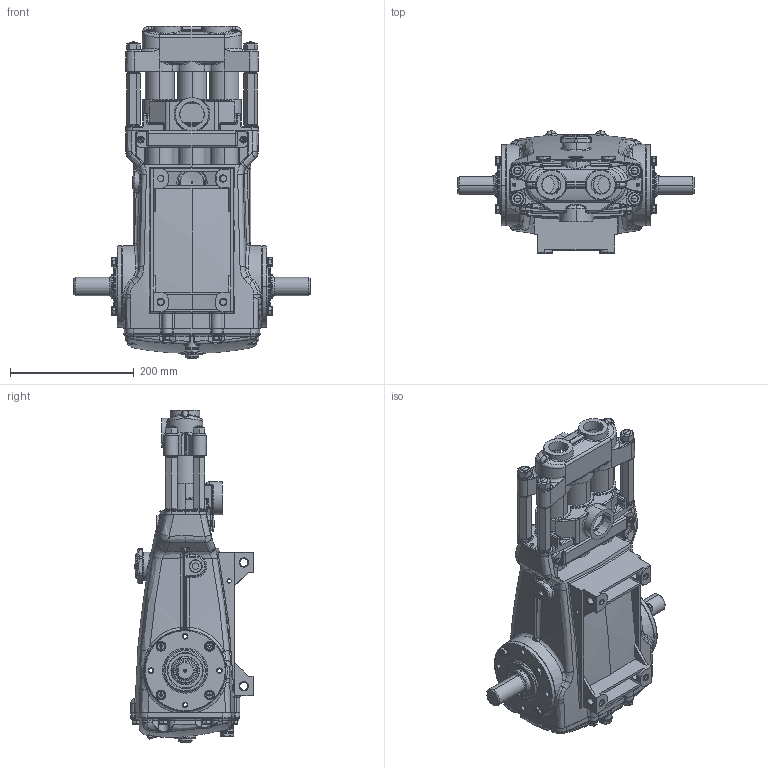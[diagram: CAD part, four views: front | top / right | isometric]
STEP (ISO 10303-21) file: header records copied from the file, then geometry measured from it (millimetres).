
FILE_DESCRIPTION (( 'STEP AP203' ), '1' );
FILE_NAME ('2520.STEP', '2022-02-03T20:41:40', ( '' ), ( '' ), 'SwSTEP 2.0', 'SolidWorks 2021', '' );
FILE_SCHEMA (( 'CONFIG_CONTROL_DESIGN' ));
Products named in the file (1): 2520
Bounding box: 382 x 198 x 537.3 mm (x, y, z)
Surface area: 608640.5 mm2 (no closed solid volume)
Topology: 0 solids, 91 shells, 2198 faces, 6985 edges, 4648 vertices
Faces by surface type: cylinder 834, plane 619, bspline 356, torus 222, cone 120, sphere 47
Entity records: 104045 total; most frequent: CARTESIAN_POINT 46047, DIRECTION 11907, ORIENTED_EDGE 11466, EDGE_CURVE 6924, AXIS2_PLACEMENT_3D 4664, VERTEX_POINT 4644, CIRCLE 2821, LINE 2579
